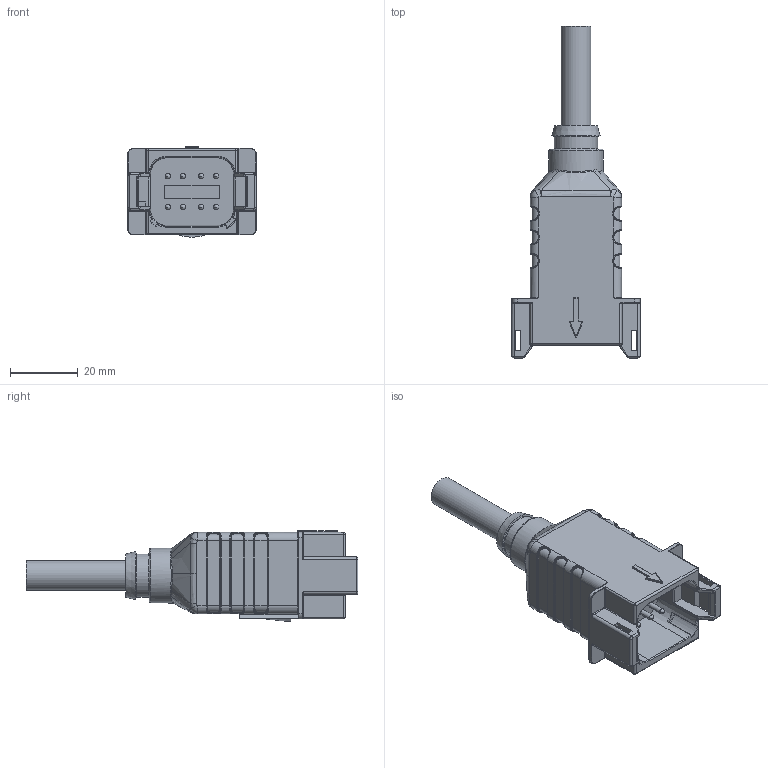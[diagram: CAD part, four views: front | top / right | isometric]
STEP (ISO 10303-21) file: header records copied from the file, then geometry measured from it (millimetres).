
FILE_DESCRIPTION(/* description */ (''),/* implementation_level */ '2;1');
FILE_NAME(/* name */ '2-V0011383__5039163__MA-DT04-8P-2-S370_assy_26-06-2023_stp.stp',/* time_stamp */ '2023-06-26T09:37:30+02:00',/* author */ ('ESCHA GmbH & Co. KG'),/* organization */ ('ESCHA GmbH & Co. KG'),/* preprocessor_version */ 'ST-DEVELOPER v16',/* originating_system */ 'SIEMENS PLM Software NX 10.0',/* authorisation */ '');
FILE_SCHEMA (('AUTOMOTIVE_DESIGN { 1 0 10303 214 3 1 1 1 }'));
Length unit declared in the file: millimetre
Products named in the file (1): t.he0398B43Fundl
Bounding box: 38 x 98.25 x 26.8 mm (x, y, z)
Volume: 29451.6 mm3; surface area: 11217.8 mm2
Topology: 1 solids, 1 shells, 614 faces, 1513 edges, 870 vertices
Faces by surface type: cylinder 202, bspline 132, plane 130, torus 113, sphere 30, cone 7
Full cylindrical faces by diameter (mm): 8.75 x1, 12.75 x1, 16.192 x1
Entity records: 22877 total; most frequent: CARTESIAN_POINT 9310, ORIENTED_EDGE 2924, DIRECTION 2777, EDGE_CURVE 1462, AXIS2_PLACEMENT_3D 1115, VERTEX_POINT 867, EDGE_LOOP 639, CIRCLE 619
